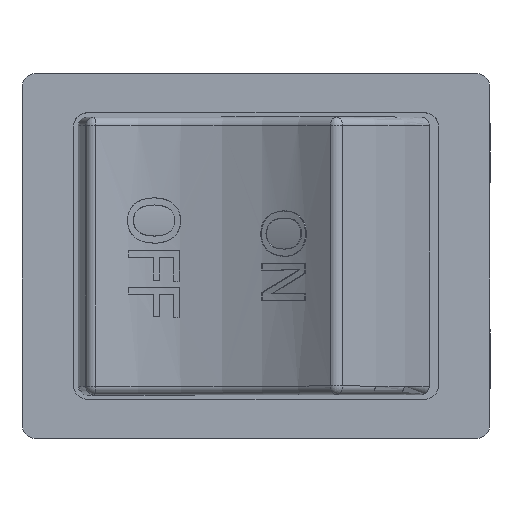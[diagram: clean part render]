
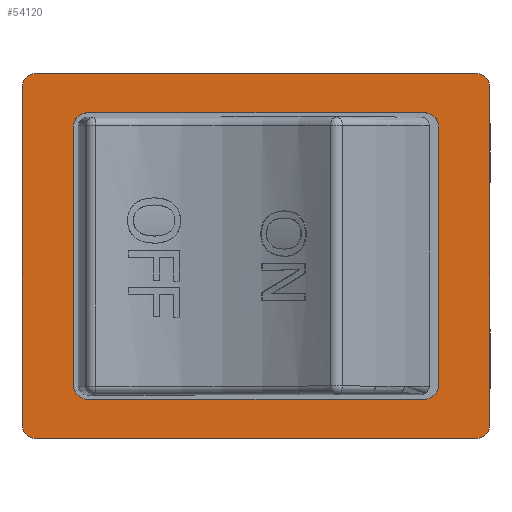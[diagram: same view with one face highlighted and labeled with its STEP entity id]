
A CAD part, top view. The second image highlights one B-rep face of the part: STEP entity #54120.
In plain terms, the highlighted planar face has unit normal (0, 0, 1).
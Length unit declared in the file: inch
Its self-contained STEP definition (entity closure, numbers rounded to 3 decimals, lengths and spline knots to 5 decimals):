
#53975=CARTESIAN_POINT('',(0.69291,0.54134,0.79921));
#53976=DIRECTION('',(0.0,0.0,1.0));
#53977=DIRECTION('',(1.0,0.0,0.0));
#53978=AXIS2_PLACEMENT_3D('',#53975,#53976,#53977);
#53979=PLANE('',#53978);
#53980=CARTESIAN_POINT('',(0.62992,-0.45276,0.79921));
#53981=VERTEX_POINT('',#53980);
#53982=CARTESIAN_POINT('',(0.59055,-0.49213,0.79921));
#53983=VERTEX_POINT('',#53982);
#53984=CARTESIAN_POINT('',(0.59055,-0.45276,0.79921));
#53985=DIRECTION('',(0.0,0.0,-1.0));
#53986=DIRECTION('',(0.707,-0.707,0.0));
#53987=AXIS2_PLACEMENT_3D('',#53984,#53985,#53986);
#53988=CIRCLE('',#53987,0.03937);
#53989=EDGE_CURVE('',#53981,#53983,#53988,.T.);
#53990=ORIENTED_EDGE('',*,*,#53989,.F.);
#53991=CARTESIAN_POINT('',(0.62992,0.45276,0.79921));
#53992=VERTEX_POINT('',#53991);
#53993=CARTESIAN_POINT('',(0.62992,0.45276,0.79921));
#53994=DIRECTION('',(0.0,-1.0,0.0));
#53995=VECTOR('',#53994,0.90551);
#53996=LINE('',#53993,#53995);
#53997=EDGE_CURVE('',#53992,#53981,#53996,.T.);
#53998=ORIENTED_EDGE('',*,*,#53997,.F.);
#53999=CARTESIAN_POINT('',(0.59055,0.49213,0.79921));
#54000=VERTEX_POINT('',#53999);
#54001=CARTESIAN_POINT('',(0.59055,0.45276,0.79921));
#54002=DIRECTION('',(0.0,0.0,-1.0));
#54003=DIRECTION('',(0.707,0.707,0.0));
#54004=AXIS2_PLACEMENT_3D('',#54001,#54002,#54003);
#54005=CIRCLE('',#54004,0.03937);
#54006=EDGE_CURVE('',#54000,#53992,#54005,.T.);
#54007=ORIENTED_EDGE('',*,*,#54006,.F.);
#54008=CARTESIAN_POINT('',(-0.59055,0.49213,0.79921));
#54009=VERTEX_POINT('',#54008);
#54010=CARTESIAN_POINT('',(-0.59055,0.49213,0.79921));
#54011=DIRECTION('',(1.0,0.0,0.0));
#54012=VECTOR('',#54011,1.1811);
#54013=LINE('',#54010,#54012);
#54014=EDGE_CURVE('',#54009,#54000,#54013,.T.);
#54015=ORIENTED_EDGE('',*,*,#54014,.F.);
#54016=CARTESIAN_POINT('',(-0.62992,0.45276,0.79921));
#54017=VERTEX_POINT('',#54016);
#54018=CARTESIAN_POINT('',(-0.59055,0.45276,0.79921));
#54019=DIRECTION('',(0.0,0.0,-1.0));
#54020=DIRECTION('',(-0.707,0.707,0.0));
#54021=AXIS2_PLACEMENT_3D('',#54018,#54019,#54020);
#54022=CIRCLE('',#54021,0.03937);
#54023=EDGE_CURVE('',#54017,#54009,#54022,.T.);
#54024=ORIENTED_EDGE('',*,*,#54023,.F.);
#54025=CARTESIAN_POINT('',(-0.62992,-0.45276,0.79921));
#54026=VERTEX_POINT('',#54025);
#54027=CARTESIAN_POINT('',(-0.62992,-0.45276,0.79921));
#54028=DIRECTION('',(0.0,1.0,0.0));
#54029=VECTOR('',#54028,0.90551);
#54030=LINE('',#54027,#54029);
#54031=EDGE_CURVE('',#54026,#54017,#54030,.T.);
#54032=ORIENTED_EDGE('',*,*,#54031,.F.);
#54033=CARTESIAN_POINT('',(-0.59055,-0.49213,0.79921));
#54034=VERTEX_POINT('',#54033);
#54035=CARTESIAN_POINT('',(-0.59055,-0.45276,0.79921));
#54036=DIRECTION('',(0.0,0.0,-1.0));
#54037=DIRECTION('',(-0.707,-0.707,0.0));
#54038=AXIS2_PLACEMENT_3D('',#54035,#54036,#54037);
#54039=CIRCLE('',#54038,0.03937);
#54040=EDGE_CURVE('',#54034,#54026,#54039,.T.);
#54041=ORIENTED_EDGE('',*,*,#54040,.F.);
#54042=CARTESIAN_POINT('',(0.59055,-0.49213,0.79921));
#54043=DIRECTION('',(-1.0,0.0,0.0));
#54044=VECTOR('',#54043,1.1811);
#54045=LINE('',#54042,#54044);
#54046=EDGE_CURVE('',#53983,#54034,#54045,.T.);
#54047=ORIENTED_EDGE('',*,*,#54046,.F.);
#54048=EDGE_LOOP('',(#53990,#53998,#54007,#54015,#54024,#54032,#54041,#54047));
#54049=FACE_OUTER_BOUND('',#54048,.T.);
#54050=CARTESIAN_POINT('',(0.49213,0.34646,0.79921));
#54051=VERTEX_POINT('',#54050);
#54052=CARTESIAN_POINT('',(0.49213,-0.34646,0.79921));
#54053=VERTEX_POINT('',#54052);
#54054=CARTESIAN_POINT('',(0.49213,0.34646,0.79921));
#54055=DIRECTION('',(0.0,-1.0,0.0));
#54056=VECTOR('',#54055,0.69291);
#54057=LINE('',#54054,#54056);
#54058=EDGE_CURVE('',#54051,#54053,#54057,.T.);
#54059=ORIENTED_EDGE('',*,*,#54058,.T.);
#54060=CARTESIAN_POINT('',(0.45276,-0.38583,0.79921));
#54061=VERTEX_POINT('',#54060);
#54062=CARTESIAN_POINT('',(0.45276,-0.34646,0.79921));
#54063=DIRECTION('',(0.0,0.0,1.0));
#54064=DIRECTION('',(0.707,-0.707,0.0));
#54065=AXIS2_PLACEMENT_3D('',#54062,#54063,#54064);
#54066=CIRCLE('',#54065,0.03937);
#54067=EDGE_CURVE('',#54061,#54053,#54066,.T.);
#54068=ORIENTED_EDGE('',*,*,#54067,.F.);
#54069=CARTESIAN_POINT('',(-0.45276,-0.38583,0.79921));
#54070=VERTEX_POINT('',#54069);
#54071=CARTESIAN_POINT('',(0.45276,-0.38583,0.79921));
#54072=DIRECTION('',(-1.0,0.0,0.0));
#54073=VECTOR('',#54072,0.90551);
#54074=LINE('',#54071,#54073);
#54075=EDGE_CURVE('',#54061,#54070,#54074,.T.);
#54076=ORIENTED_EDGE('',*,*,#54075,.T.);
#54077=CARTESIAN_POINT('',(-0.49213,-0.34646,0.79921));
#54078=VERTEX_POINT('',#54077);
#54079=CARTESIAN_POINT('',(-0.45276,-0.34646,0.79921));
#54080=DIRECTION('',(0.0,0.0,1.0));
#54081=DIRECTION('',(-0.707,-0.707,0.0));
#54082=AXIS2_PLACEMENT_3D('',#54079,#54080,#54081);
#54083=CIRCLE('',#54082,0.03937);
#54084=EDGE_CURVE('',#54078,#54070,#54083,.T.);
#54085=ORIENTED_EDGE('',*,*,#54084,.F.);
#54086=CARTESIAN_POINT('',(-0.49213,0.34646,0.79921));
#54087=VERTEX_POINT('',#54086);
#54088=CARTESIAN_POINT('',(-0.49213,-0.34646,0.79921));
#54089=DIRECTION('',(0.0,1.0,0.0));
#54090=VECTOR('',#54089,0.69291);
#54091=LINE('',#54088,#54090);
#54092=EDGE_CURVE('',#54078,#54087,#54091,.T.);
#54093=ORIENTED_EDGE('',*,*,#54092,.T.);
#54094=CARTESIAN_POINT('',(-0.45276,0.38583,0.79921));
#54095=VERTEX_POINT('',#54094);
#54096=CARTESIAN_POINT('',(-0.45276,0.34646,0.79921));
#54097=DIRECTION('',(0.0,0.0,1.0));
#54098=DIRECTION('',(-0.707,0.707,0.0));
#54099=AXIS2_PLACEMENT_3D('',#54096,#54097,#54098);
#54100=CIRCLE('',#54099,0.03937);
#54101=EDGE_CURVE('',#54095,#54087,#54100,.T.);
#54102=ORIENTED_EDGE('',*,*,#54101,.F.);
#54103=CARTESIAN_POINT('',(0.45276,0.38583,0.79921));
#54104=VERTEX_POINT('',#54103);
#54105=CARTESIAN_POINT('',(-0.45276,0.38583,0.79921));
#54106=DIRECTION('',(1.0,0.0,0.0));
#54107=VECTOR('',#54106,0.90551);
#54108=LINE('',#54105,#54107);
#54109=EDGE_CURVE('',#54095,#54104,#54108,.T.);
#54110=ORIENTED_EDGE('',*,*,#54109,.T.);
#54111=CARTESIAN_POINT('',(0.45276,0.34646,0.79921));
#54112=DIRECTION('',(0.0,0.0,1.0));
#54113=DIRECTION('',(0.707,0.707,0.0));
#54114=AXIS2_PLACEMENT_3D('',#54111,#54112,#54113);
#54115=CIRCLE('',#54114,0.03937);
#54116=EDGE_CURVE('',#54051,#54104,#54115,.T.);
#54117=ORIENTED_EDGE('',*,*,#54116,.F.);
#54118=EDGE_LOOP('',(#54059,#54068,#54076,#54085,#54093,#54102,#54110,#54117));
#54119=FACE_BOUND('',#54118,.T.);
#54120=ADVANCED_FACE('',(#54049,#54119),#53979,.T.);
